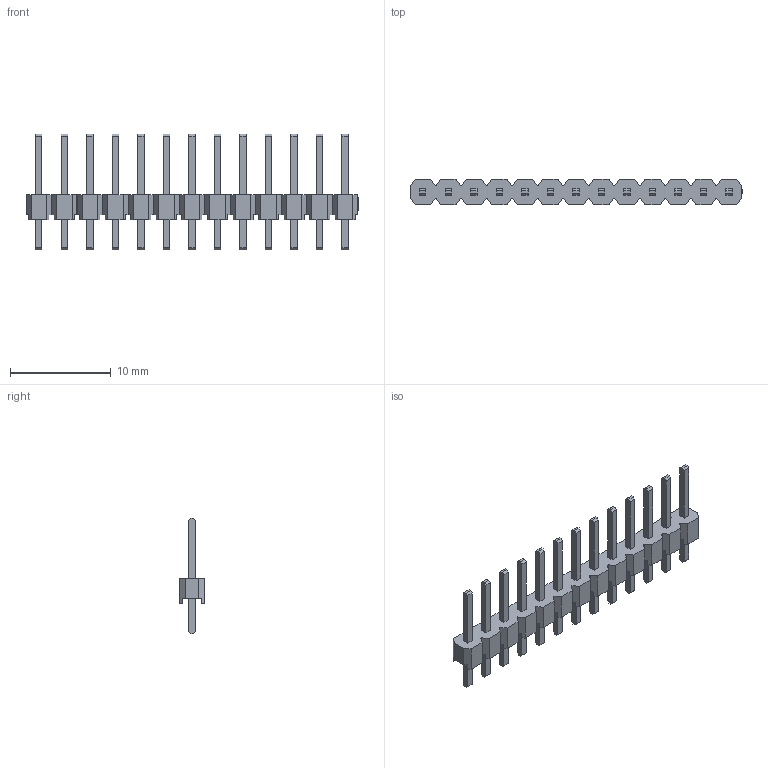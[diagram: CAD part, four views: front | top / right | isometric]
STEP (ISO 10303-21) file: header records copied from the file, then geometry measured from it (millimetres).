
FILE_DESCRIPTION (( 'STEP AP214' ), '1' );
FILE_NAME ('HDR-TH_13P-P2.54-M-LI-1X13P.step', '2022-07-02T11:32:50', ( '' ), ( '' ), 'SwSTEP 2.0', 'SolidWorks 2020', '' );
FILE_SCHEMA (( 'AUTOMOTIVE_DESIGN' ));
Length unit declared in the file: millimetre
Products named in the file (1): HDR-TH_13P-P2.54-M-LI-1X13P
Bounding box: 33.03 x 2.5 x 11.5 mm (x, y, z)
Volume: 204.7 mm3; surface area: 683.3 mm2
Topology: 1 solids, 1 shells, 628 faces, 1722 edges, 1148 vertices
Faces by surface type: plane 514, bspline 114
Entity records: 25267 total; most frequent: CARTESIAN_POINT 5861, ORIENTED_EDGE 3444, DIRECTION 2520, EDGE_CURVE 1722, LINE 1490, VECTOR 1490, VERTEX_POINT 1148, EDGE_LOOP 680
